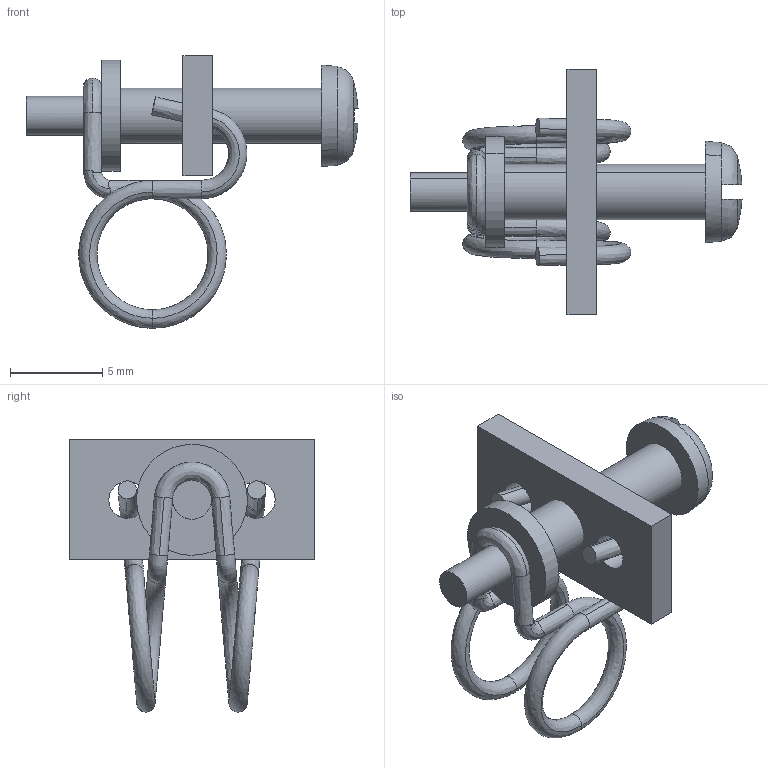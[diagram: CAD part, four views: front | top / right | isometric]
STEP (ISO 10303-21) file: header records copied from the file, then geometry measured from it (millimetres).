
FILE_DESCRIPTION((''),'2;1');
FILE_NAME('','2009-05-18T09:45:24',(''),(''),'','CADfix','');
FILE_SCHEMA(('AUTOMOTIVE_DESIGN { 1 0 10303 214 1 1 1 1 }'));
Length unit declared in the file: millimetre
Bounding box: 17.98 x 13.3 x 14.75 mm (x, y, z)
Volume: 335.1 mm3; surface area: 788 mm2
Topology: 3 solids, 3 shells, 75 faces, 246 edges, 180 vertices
Faces by surface type: bspline 75
Entity records: 6897 total; most frequent: CARTESIAN_POINT 5393, ORIENTED_EDGE 492, EDGE_CURVE 246, B_SPLINE_CURVE_WITH_KNOTS 188, VERTEX_POINT 180, EDGE_LOOP 84, FACE_OUTER_BOUND 75, ADVANCED_FACE 75
